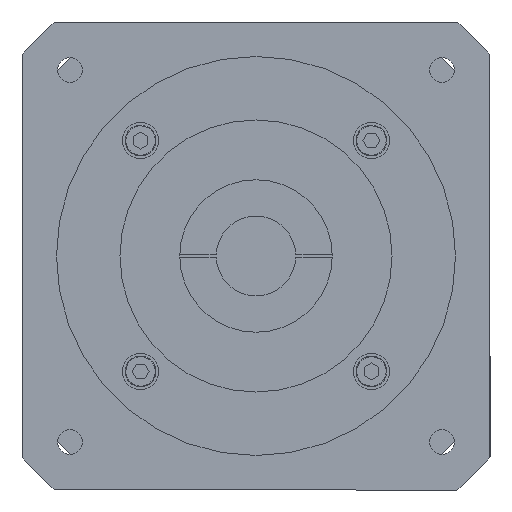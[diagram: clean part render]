
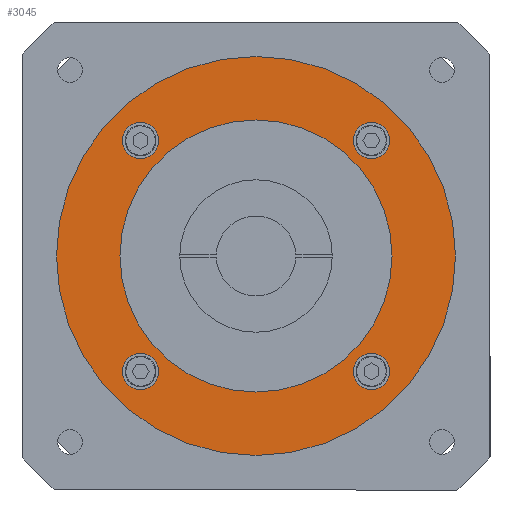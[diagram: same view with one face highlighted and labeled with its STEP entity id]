
A CAD part, left-side view. The second image highlights one B-rep face of the part: STEP entity #3045.
In plain terms, the highlighted planar face has unit normal (-1, 0, 0).
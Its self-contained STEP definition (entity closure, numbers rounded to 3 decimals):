
#142 = AXIS2_PLACEMENT_3D ( 'NONE', #6038, #5967, #3357 ) ;
#446 = ORIENTED_EDGE ( 'NONE', *, *, #3084, .F. ) ;
#516 = CARTESIAN_POINT ( 'NONE',  ( -12., -31.82, 36.82 ) ) ;
#595 = DIRECTION ( 'NONE',  ( -1., 0., 0. ) ) ;
#718 = ORIENTED_EDGE ( 'NONE', *, *, #4106, .F. ) ;
#805 = CARTESIAN_POINT ( 'NONE',  ( -12., 0., 0. ) ) ;
#956 = CIRCLE ( 'NONE', #7889, 5. ) ;
#1241 = DIRECTION ( 'NONE',  ( 0., 0., 1. ) ) ;
#1388 = CARTESIAN_POINT ( 'NONE',  ( -12., 0., 0. ) ) ;
#1437 = AXIS2_PLACEMENT_3D ( 'NONE', #805, #7515, #5069 ) ;
#1452 = VERTEX_POINT ( 'NONE', #8746 ) ;
#1713 = CARTESIAN_POINT ( 'NONE',  ( -12., 31.82, 31.82 ) ) ;
#1974 = CARTESIAN_POINT ( 'NONE',  ( -12., 0., 37.5 ) ) ;
#2001 = FACE_BOUND ( 'NONE', #5784, .T. ) ;
#2031 = EDGE_CURVE ( 'NONE', #3017, #10562, #5885, .T. ) ;
#2153 = VERTEX_POINT ( 'NONE', #3346 ) ;
#2251 = VERTEX_POINT ( 'NONE', #1974 ) ;
#2254 = DIRECTION ( 'NONE',  ( -1., 0., 0. ) ) ;
#2280 = DIRECTION ( 'NONE',  ( -1., 0., 0. ) ) ;
#2314 = AXIS2_PLACEMENT_3D ( 'NONE', #7680, #8506, #3416 ) ;
#2493 = VERTEX_POINT ( 'NONE', #516 ) ;
#2555 = CARTESIAN_POINT ( 'NONE',  ( -12., 31.82, 36.82 ) ) ;
#2579 = EDGE_CURVE ( 'NONE', #10346, #4083, #9181, .T. ) ;
#2612 = PLANE ( 'NONE',  #142 ) ;
#2888 = ORIENTED_EDGE ( 'NONE', *, *, #6165, .F. ) ;
#2920 = FACE_OUTER_BOUND ( 'NONE', #3967, .T. ) ;
#2987 = EDGE_LOOP ( 'NONE', ( #718, #8711 ) ) ;
#3017 = VERTEX_POINT ( 'NONE', #10064 ) ;
#3031 = EDGE_LOOP ( 'NONE', ( #2888, #3336 ) ) ;
#3045 = ADVANCED_FACE ( 'NONE', ( #2920, #3720, #9172, #7694, #4262, #2001 ), #2612, .F. ) ;
#3084 = EDGE_CURVE ( 'NONE', #2153, #6391, #8240, .T. ) ;
#3275 = VERTEX_POINT ( 'NONE', #6402 ) ;
#3336 = ORIENTED_EDGE ( 'NONE', *, *, #4095, .F. ) ;
#3346 = CARTESIAN_POINT ( 'NONE',  ( -12., -31.82, -36.82 ) ) ;
#3352 = DIRECTION ( 'NONE',  ( -1., 0., 0. ) ) ;
#3357 = DIRECTION ( 'NONE',  ( 0., 0., -1. ) ) ;
#3369 = ORIENTED_EDGE ( 'NONE', *, *, #5647, .F. ) ;
#3380 = ORIENTED_EDGE ( 'NONE', *, *, #9437, .T. ) ;
#3402 = CARTESIAN_POINT ( 'NONE',  ( -12., 0., -37.5 ) ) ;
#3416 = DIRECTION ( 'NONE',  ( 0., 0., 1. ) ) ;
#3602 = DIRECTION ( 'NONE',  ( -1., 0., 0. ) ) ;
#3608 = VERTEX_POINT ( 'NONE', #3402 ) ;
#3720 = FACE_BOUND ( 'NONE', #10700, .T. ) ;
#3741 = CIRCLE ( 'NONE', #1437, 37.5 ) ;
#3967 = EDGE_LOOP ( 'NONE', ( #7435, #3380 ) ) ;
#4083 = VERTEX_POINT ( 'NONE', #2555 ) ;
#4095 = EDGE_CURVE ( 'NONE', #1452, #3275, #10747, .T. ) ;
#4106 = EDGE_CURVE ( 'NONE', #4083, #10346, #4634, .T. ) ;
#4231 = DIRECTION ( 'NONE',  ( 0., 0., 1. ) ) ;
#4262 = FACE_BOUND ( 'NONE', #10873, .T. ) ;
#4471 = ORIENTED_EDGE ( 'NONE', *, *, #10147, .F. ) ;
#4505 = DIRECTION ( 'NONE',  ( 0., 0., 1. ) ) ;
#4598 = DIRECTION ( 'NONE',  ( 0., 0., 1. ) ) ;
#4634 = CIRCLE ( 'NONE', #6116, 5. ) ;
#4781 = AXIS2_PLACEMENT_3D ( 'NONE', #1388, #2254, #1241 ) ;
#4960 = CARTESIAN_POINT ( 'NONE',  ( -12., -31.82, 31.82 ) ) ;
#4975 = CARTESIAN_POINT ( 'NONE',  ( -12., 0., 0. ) ) ;
#4997 = VERTEX_POINT ( 'NONE', #5137 ) ;
#5069 = DIRECTION ( 'NONE',  ( 0., 0., 1. ) ) ;
#5117 = AXIS2_PLACEMENT_3D ( 'NONE', #4960, #2280, #7511 ) ;
#5137 = CARTESIAN_POINT ( 'NONE',  ( -12., -31.82, 26.82 ) ) ;
#5192 = CARTESIAN_POINT ( 'NONE',  ( -12., 0., 0. ) ) ;
#5208 = DIRECTION ( 'NONE',  ( -1., 0., 0. ) ) ;
#5252 = CIRCLE ( 'NONE', #8399, 5. ) ;
#5496 = CIRCLE ( 'NONE', #5117, 5. ) ;
#5520 = AXIS2_PLACEMENT_3D ( 'NONE', #7656, #5208, #7731 ) ;
#5623 = AXIS2_PLACEMENT_3D ( 'NONE', #5192, #3602, #7677 ) ;
#5647 = EDGE_CURVE ( 'NONE', #6391, #2153, #7475, .T. ) ;
#5733 = CARTESIAN_POINT ( 'NONE',  ( -12., 31.82, 26.82 ) ) ;
#5784 = EDGE_LOOP ( 'NONE', ( #6181, #6748 ) ) ;
#5885 = CIRCLE ( 'NONE', #9086, 55. ) ;
#5967 = DIRECTION ( 'NONE',  ( 1., 0., 0. ) ) ;
#6038 = CARTESIAN_POINT ( 'NONE',  ( -12., 0., -55. ) ) ;
#6075 = DIRECTION ( 'NONE',  ( -1., 0., 0. ) ) ;
#6116 = AXIS2_PLACEMENT_3D ( 'NONE', #1713, #10926, #10892 ) ;
#6151 = CARTESIAN_POINT ( 'NONE',  ( -12., 0., 55. ) ) ;
#6165 = EDGE_CURVE ( 'NONE', #3275, #1452, #956, .T. ) ;
#6181 = ORIENTED_EDGE ( 'NONE', *, *, #6732, .F. ) ;
#6252 = AXIS2_PLACEMENT_3D ( 'NONE', #8629, #6075, #4505 ) ;
#6391 = VERTEX_POINT ( 'NONE', #9442 ) ;
#6402 = CARTESIAN_POINT ( 'NONE',  ( -12., 31.82, -26.82 ) ) ;
#6653 = CARTESIAN_POINT ( 'NONE',  ( -12., 31.82, -31.82 ) ) ;
#6664 = DIRECTION ( 'NONE',  ( -1., 0., 0. ) ) ;
#6732 = EDGE_CURVE ( 'NONE', #2251, #3608, #7878, .T. ) ;
#6748 = ORIENTED_EDGE ( 'NONE', *, *, #8288, .F. ) ;
#6832 = DIRECTION ( 'NONE',  ( 0., 0., 1. ) ) ;
#6856 = EDGE_CURVE ( 'NONE', #4997, #2493, #5496, .T. ) ;
#7435 = ORIENTED_EDGE ( 'NONE', *, *, #2031, .T. ) ;
#7475 = CIRCLE ( 'NONE', #8608, 5. ) ;
#7511 = DIRECTION ( 'NONE',  ( 0., 0., 1. ) ) ;
#7515 = DIRECTION ( 'NONE',  ( -1., 0., 0. ) ) ;
#7656 = CARTESIAN_POINT ( 'NONE',  ( -12., -31.82, -31.82 ) ) ;
#7677 = DIRECTION ( 'NONE',  ( 0., 0., -1. ) ) ;
#7680 = CARTESIAN_POINT ( 'NONE',  ( -12., 31.82, -31.82 ) ) ;
#7694 = FACE_BOUND ( 'NONE', #3031, .T. ) ;
#7731 = DIRECTION ( 'NONE',  ( 0., 0., 1. ) ) ;
#7782 = CIRCLE ( 'NONE', #5623, 55. ) ;
#7878 = CIRCLE ( 'NONE', #4781, 37.5 ) ;
#7889 = AXIS2_PLACEMENT_3D ( 'NONE', #6653, #3352, #6832 ) ;
#8240 = CIRCLE ( 'NONE', #5520, 5. ) ;
#8252 = DIRECTION ( 'NONE',  ( 0., 0., -1. ) ) ;
#8288 = EDGE_CURVE ( 'NONE', #3608, #2251, #3741, .T. ) ;
#8399 = AXIS2_PLACEMENT_3D ( 'NONE', #8793, #10516, #4598 ) ;
#8506 = DIRECTION ( 'NONE',  ( -1., 0., 0. ) ) ;
#8608 = AXIS2_PLACEMENT_3D ( 'NONE', #11021, #6664, #4231 ) ;
#8629 = CARTESIAN_POINT ( 'NONE',  ( -12., 31.82, 31.82 ) ) ;
#8711 = ORIENTED_EDGE ( 'NONE', *, *, #2579, .F. ) ;
#8746 = CARTESIAN_POINT ( 'NONE',  ( -12., 31.82, -36.82 ) ) ;
#8793 = CARTESIAN_POINT ( 'NONE',  ( -12., -31.82, 31.82 ) ) ;
#9086 = AXIS2_PLACEMENT_3D ( 'NONE', #4975, #595, #8252 ) ;
#9172 = FACE_BOUND ( 'NONE', #2987, .T. ) ;
#9181 = CIRCLE ( 'NONE', #6252, 5. ) ;
#9437 = EDGE_CURVE ( 'NONE', #10562, #3017, #7782, .T. ) ;
#9442 = CARTESIAN_POINT ( 'NONE',  ( -12., -31.82, -26.82 ) ) ;
#9956 = ORIENTED_EDGE ( 'NONE', *, *, #6856, .F. ) ;
#10064 = CARTESIAN_POINT ( 'NONE',  ( -12., 0., -55. ) ) ;
#10147 = EDGE_CURVE ( 'NONE', #2493, #4997, #5252, .T. ) ;
#10346 = VERTEX_POINT ( 'NONE', #5733 ) ;
#10516 = DIRECTION ( 'NONE',  ( -1., 0., 0. ) ) ;
#10562 = VERTEX_POINT ( 'NONE', #6151 ) ;
#10700 = EDGE_LOOP ( 'NONE', ( #4471, #9956 ) ) ;
#10747 = CIRCLE ( 'NONE', #2314, 5. ) ;
#10873 = EDGE_LOOP ( 'NONE', ( #3369, #446 ) ) ;
#10892 = DIRECTION ( 'NONE',  ( 0., 0., 1. ) ) ;
#10926 = DIRECTION ( 'NONE',  ( -1., 0., 0. ) ) ;
#11021 = CARTESIAN_POINT ( 'NONE',  ( -12., -31.82, -31.82 ) ) ;
